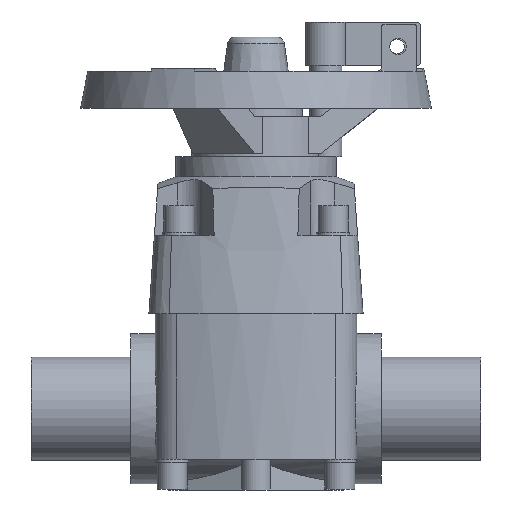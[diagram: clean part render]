
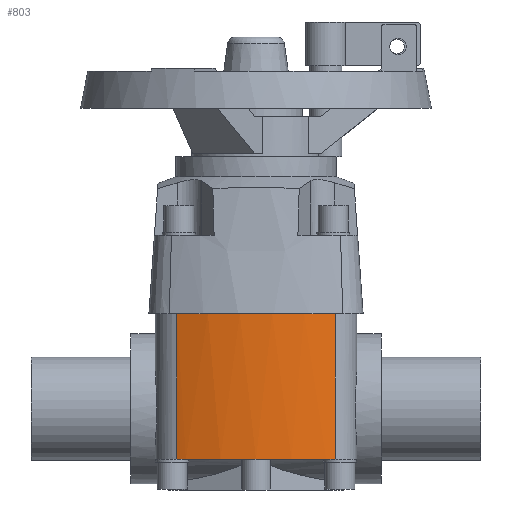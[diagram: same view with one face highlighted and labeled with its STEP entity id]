
A CAD part, front view. The second image highlights one B-rep face of the part: STEP entity #803.
In plain terms, the highlighted cylindrical face has radius 85.8 mm (diameter 171.6 mm), a partial arc.
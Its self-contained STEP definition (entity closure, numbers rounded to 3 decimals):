
#803=ADVANCED_FACE('',(#1642),#1643,.T.);
#1642=FACE_OUTER_BOUND('',#2490,.T.);
#1643=CYLINDRICAL_SURFACE('',#2491,85.8);
#2490=EDGE_LOOP('',(#4855,#4856,#4857,#4858,#4859,#4860));
#2491=AXIS2_PLACEMENT_3D('',#4861,#4862,#4863);
#4855=ORIENTED_EDGE('',*,*,#5654,.T.);
#4856=ORIENTED_EDGE('',*,*,#5704,.T.);
#4857=ORIENTED_EDGE('',*,*,#5629,.T.);
#4858=ORIENTED_EDGE('',*,*,#5929,.F.);
#4859=ORIENTED_EDGE('',*,*,#5743,.T.);
#4860=ORIENTED_EDGE('',*,*,#5927,.T.);
#4861=CARTESIAN_POINT('',(0.0,42.9,36.775));
#4862=DIRECTION('',(0.0,0.0,-1.0));
#4863=DIRECTION('',(0.357,-0.934,0.0));
#5629=EDGE_CURVE('',#6395,#6955,#6956,.T.);
#5654=EDGE_CURVE('',#6983,#6355,#6985,.T.);
#5704=EDGE_CURVE('',#6355,#6395,#7047,.T.);
#5743=EDGE_CURVE('',#7105,#7103,#7106,.T.);
#5927=EDGE_CURVE('',#7103,#6983,#7324,.T.);
#5929=EDGE_CURVE('',#7105,#6955,#7326,.T.);
#6355=VERTEX_POINT('',#8160);
#6395=VERTEX_POINT('',#8208);
#6955=VERTEX_POINT('',#8952);
#6956=CIRCLE('',#8953,85.8);
#6983=VERTEX_POINT('',#8980);
#6985=CIRCLE('',#8982,85.8);
#7047=CIRCLE('',#9132,85.8);
#7103=VERTEX_POINT('',#9204);
#7105=VERTEX_POINT('',#9206);
#7106=CIRCLE('',#9207,85.8);
#7324=LINE('',#9612,#9613);
#7326=LINE('',#9615,#9616);
#8160=CARTESIAN_POINT('',(-27.182,-38.48,-19.593));
#8208=CARTESIAN_POINT('',(27.182,-38.48,-19.593));
#8952=CARTESIAN_POINT('',(30.643,-37.241,-19.593));
#8953=AXIS2_PLACEMENT_3D('',#10619,#10620,#10621);
#8980=CARTESIAN_POINT('',(-30.643,-37.241,-19.593));
#8982=AXIS2_PLACEMENT_3D('',#10664,#10665,#10666);
#9132=AXIS2_PLACEMENT_3D('',#10735,#10736,#10737);
#9204=CARTESIAN_POINT('',(-30.643,-37.241,36.775));
#9206=CARTESIAN_POINT('',(30.643,-37.241,36.775));
#9207=AXIS2_PLACEMENT_3D('',#10790,#10791,#10792);
#9612=CARTESIAN_POINT('',(-30.643,-37.241,36.775));
#9613=VECTOR('',#11016,1.0);
#9615=CARTESIAN_POINT('',(30.643,-37.241,36.775));
#9616=VECTOR('',#11017,1.0);
#10619=CARTESIAN_POINT('',(0.0,42.9,-19.593));
#10620=DIRECTION('',(-0.0,0.0,1.0));
#10621=DIRECTION('',(0.357,-0.934,0.0));
#10664=CARTESIAN_POINT('',(0.0,42.9,-19.593));
#10665=DIRECTION('',(-0.0,0.0,1.0));
#10666=DIRECTION('',(0.357,-0.934,0.0));
#10735=CARTESIAN_POINT('',(0.0,42.9,-19.593));
#10736=DIRECTION('',(-0.0,0.0,1.0));
#10737=DIRECTION('',(0.357,-0.934,0.0));
#10790=CARTESIAN_POINT('',(0.0,42.9,36.775));
#10791=DIRECTION('',(0.0,0.0,-1.0));
#10792=DIRECTION('',(0.357,-0.934,0.0));
#11016=DIRECTION('',(0.0,0.0,-1.0));
#11017=DIRECTION('',(0.0,0.0,-1.0));
